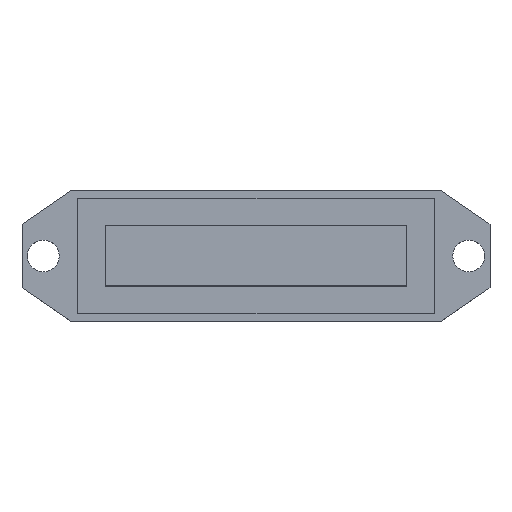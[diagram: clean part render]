
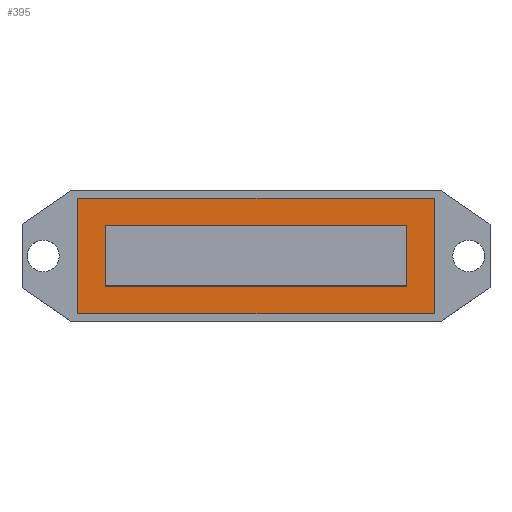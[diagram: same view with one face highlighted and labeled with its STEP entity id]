
A CAD part, top view. The second image highlights one B-rep face of the part: STEP entity #395.
In plain terms, the highlighted planar face has unit normal (0, 0, 1).
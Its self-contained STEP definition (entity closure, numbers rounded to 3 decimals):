
#21=FACE_BOUND('',#50,.T.);
#27=FACE_OUTER_BOUND('',#49,.T.);
#49=EDGE_LOOP('',(#267,#268,#269,#270));
#50=EDGE_LOOP('',(#271,#272,#273,#274));
#77=LINE('',#565,#127);
#78=LINE('',#567,#128);
#79=LINE('',#569,#129);
#80=LINE('',#570,#130);
#81=LINE('',#573,#131);
#82=LINE('',#575,#132);
#83=LINE('',#577,#133);
#84=LINE('',#578,#134);
#127=VECTOR('',#461,10.);
#128=VECTOR('',#462,10.);
#129=VECTOR('',#463,10.);
#130=VECTOR('',#464,10.);
#131=VECTOR('',#465,10.);
#132=VECTOR('',#466,10.);
#133=VECTOR('',#467,10.);
#134=VECTOR('',#468,10.);
#177=VERTEX_POINT('',#563);
#178=VERTEX_POINT('',#564);
#179=VERTEX_POINT('',#566);
#180=VERTEX_POINT('',#568);
#181=VERTEX_POINT('',#571);
#182=VERTEX_POINT('',#572);
#183=VERTEX_POINT('',#574);
#184=VERTEX_POINT('',#576);
#213=EDGE_CURVE('',#177,#178,#77,.T.);
#214=EDGE_CURVE('',#178,#179,#78,.T.);
#215=EDGE_CURVE('',#179,#180,#79,.T.);
#216=EDGE_CURVE('',#180,#177,#80,.T.);
#217=EDGE_CURVE('',#181,#182,#81,.T.);
#218=EDGE_CURVE('',#182,#183,#82,.T.);
#219=EDGE_CURVE('',#183,#184,#83,.T.);
#220=EDGE_CURVE('',#184,#181,#84,.T.);
#267=ORIENTED_EDGE('',*,*,#213,.T.);
#268=ORIENTED_EDGE('',*,*,#214,.T.);
#269=ORIENTED_EDGE('',*,*,#215,.T.);
#270=ORIENTED_EDGE('',*,*,#216,.T.);
#271=ORIENTED_EDGE('',*,*,#217,.T.);
#272=ORIENTED_EDGE('',*,*,#218,.T.);
#273=ORIENTED_EDGE('',*,*,#219,.T.);
#274=ORIENTED_EDGE('',*,*,#220,.T.);
#375=PLANE('',#431);
#395=ADVANCED_FACE('',(#27,#21),#375,.F.);
#431=AXIS2_PLACEMENT_3D('',#562,#459,#460);
#459=DIRECTION('center_axis',(0.,0.,-1.));
#460=DIRECTION('ref_axis',(1.,0.,0.));
#461=DIRECTION('',(0.,-1.,0.));
#462=DIRECTION('',(1.,0.,0.));
#463=DIRECTION('',(0.,1.,0.));
#464=DIRECTION('',(-1.,0.,0.));
#465=DIRECTION('',(1.,0.,0.));
#466=DIRECTION('',(0.,-1.,0.));
#467=DIRECTION('',(-1.,0.,0.));
#468=DIRECTION('',(0.,1.,0.));
#562=CARTESIAN_POINT('Origin',(85.5,68.375,17.));
#563=CARTESIAN_POINT('',(68.7,73.8,17.));
#564=CARTESIAN_POINT('',(68.7,62.95,17.));
#565=CARTESIAN_POINT('',(68.7,73.8,17.));
#566=CARTESIAN_POINT('',(102.3,62.95,17.));
#567=CARTESIAN_POINT('',(68.7,62.95,17.));
#568=CARTESIAN_POINT('',(102.3,73.8,17.));
#569=CARTESIAN_POINT('',(102.3,62.95,17.));
#570=CARTESIAN_POINT('',(102.3,73.8,17.));
#571=CARTESIAN_POINT('',(71.3,71.2,17.));
#572=CARTESIAN_POINT('',(99.7,71.2,17.));
#573=CARTESIAN_POINT('',(71.3,71.2,17.));
#574=CARTESIAN_POINT('',(99.7,65.55,17.));
#575=CARTESIAN_POINT('',(99.7,71.2,17.));
#576=CARTESIAN_POINT('',(71.3,65.55,17.));
#577=CARTESIAN_POINT('',(99.7,65.55,17.));
#578=CARTESIAN_POINT('',(71.3,65.55,17.));
